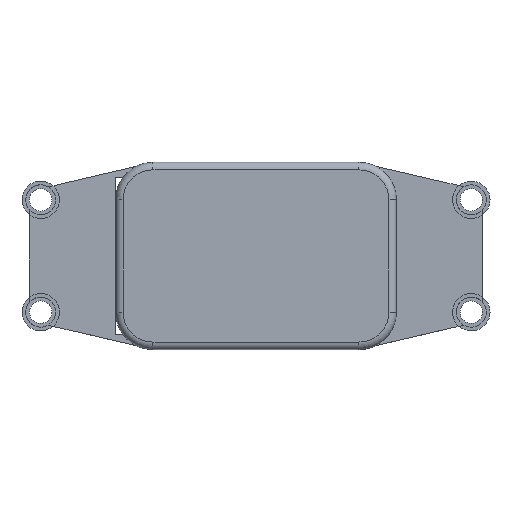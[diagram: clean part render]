
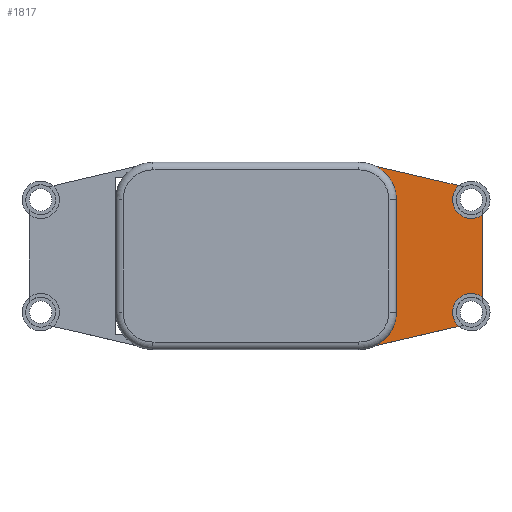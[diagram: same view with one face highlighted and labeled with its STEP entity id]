
A CAD part, top view. The second image highlights one B-rep face of the part: STEP entity #1817.
In plain terms, the highlighted planar face has unit normal (0, 0, 1).
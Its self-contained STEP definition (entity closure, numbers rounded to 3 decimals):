
#126 = CYLINDRICAL_SURFACE('',#127,5.);
#127 = AXIS2_PLACEMENT_3D('',#128,#129,#130);
#128 = CARTESIAN_POINT('',(13.75,7.5,0.));
#129 = DIRECTION('',(0.,0.,1.));
#130 = DIRECTION('',(0.,1.,0.));
#548 = VERTEX_POINT('',#549);
#549 = CARTESIAN_POINT('',(15.954,11.988,3.));
#563 = PLANE('',#564);
#564 = AXIS2_PLACEMENT_3D('',#565,#566,#567);
#565 = CARTESIAN_POINT('',(28.826,8.998,0.));
#566 = DIRECTION('',(-0.226,-0.974,-0.));
#567 = DIRECTION('',(-0.974,0.226,0.));
#575 = EDGE_CURVE('',#576,#548,#578,.T.);
#576 = VERTEX_POINT('',#577);
#577 = CARTESIAN_POINT('',(18.75,7.5,3.));
#578 = SURFACE_CURVE('',#579,(#584,#591),.PCURVE_S1.);
#579 = CIRCLE('',#580,5.);
#580 = AXIS2_PLACEMENT_3D('',#581,#582,#583);
#581 = CARTESIAN_POINT('',(13.75,7.5,3.));
#582 = DIRECTION('',(0.,-0.,1.));
#583 = DIRECTION('',(0.,1.,0.));
#584 = PCURVE('',#126,#585);
#585 = DEFINITIONAL_REPRESENTATION('',(#586),#590);
#586 = LINE('',#587,#588);
#587 = CARTESIAN_POINT('',(-6.283,3.));
#588 = VECTOR('',#589,1.);
#589 = DIRECTION('',(1.,-0.));
#590 = ( GEOMETRIC_REPRESENTATION_CONTEXT(2) 
PARAMETRIC_REPRESENTATION_CONTEXT() REPRESENTATION_CONTEXT('2D SPACE',''
  ) );
#591 = PCURVE('',#592,#597);
#592 = PLANE('',#593);
#593 = AXIS2_PLACEMENT_3D('',#594,#595,#596);
#594 = CARTESIAN_POINT('',(0.,0.,3.));
#595 = DIRECTION('',(0.,0.,1.));
#596 = DIRECTION('',(1.,0.,0.));
#597 = DEFINITIONAL_REPRESENTATION('',(#598),#602);
#598 = CIRCLE('',#599,5.);
#599 = AXIS2_PLACEMENT_2D('',#600,#601);
#600 = CARTESIAN_POINT('',(13.75,7.5));
#601 = DIRECTION('',(0.,1.));
#602 = ( GEOMETRIC_REPRESENTATION_CONTEXT(2) 
PARAMETRIC_REPRESENTATION_CONTEXT() REPRESENTATION_CONTEXT('2D SPACE',''
  ) );
#620 = PLANE('',#621);
#621 = AXIS2_PLACEMENT_3D('',#622,#623,#624);
#622 = CARTESIAN_POINT('',(18.75,-12.5,0.));
#623 = DIRECTION('',(-1.,0.,0.));
#624 = DIRECTION('',(0.,1.,0.));
#901 = PLANE('',#902);
#902 = AXIS2_PLACEMENT_3D('',#903,#904,#905);
#903 = CARTESIAN_POINT('',(13.75,-12.5,0.));
#904 = DIRECTION('',(-0.227,0.974,0.));
#905 = DIRECTION('',(0.974,0.227,0.));
#958 = PLANE('',#959);
#959 = AXIS2_PLACEMENT_3D('',#960,#961,#962);
#960 = CARTESIAN_POINT('',(30.246,-7.395,0.));
#961 = DIRECTION('',(-1.,0.,0.));
#962 = DIRECTION('',(0.,1.,0.));
#1043 = CYLINDRICAL_SURFACE('',#1044,5.);
#1044 = AXIS2_PLACEMENT_3D('',#1045,#1046,#1047);
#1045 = CARTESIAN_POINT('',(13.75,-7.5,0.));
#1046 = DIRECTION('',(0.,0.,1.));
#1047 = DIRECTION('',(1.,0.,0.));
#1750 = EDGE_CURVE('',#1751,#576,#1753,.T.);
#1751 = VERTEX_POINT('',#1752);
#1752 = CARTESIAN_POINT('',(18.75,-7.5,3.));
#1753 = SURFACE_CURVE('',#1754,(#1758,#1765),.PCURVE_S1.);
#1754 = LINE('',#1755,#1756);
#1755 = CARTESIAN_POINT('',(18.75,-6.25,3.));
#1756 = VECTOR('',#1757,1.);
#1757 = DIRECTION('',(0.,1.,0.));
#1758 = PCURVE('',#620,#1759);
#1759 = DEFINITIONAL_REPRESENTATION('',(#1760),#1764);
#1760 = LINE('',#1761,#1762);
#1761 = CARTESIAN_POINT('',(6.25,-3.));
#1762 = VECTOR('',#1763,1.);
#1763 = DIRECTION('',(1.,0.));
#1764 = ( GEOMETRIC_REPRESENTATION_CONTEXT(2) 
PARAMETRIC_REPRESENTATION_CONTEXT() REPRESENTATION_CONTEXT('2D SPACE',''
  ) );
#1765 = PCURVE('',#592,#1766);
#1766 = DEFINITIONAL_REPRESENTATION('',(#1767),#1771);
#1767 = LINE('',#1768,#1769);
#1768 = CARTESIAN_POINT('',(18.75,-6.25));
#1769 = VECTOR('',#1770,1.);
#1770 = DIRECTION('',(0.,1.));
#1771 = ( GEOMETRIC_REPRESENTATION_CONTEXT(2) 
PARAMETRIC_REPRESENTATION_CONTEXT() REPRESENTATION_CONTEXT('2D SPACE',''
  ) );
#1817 = ADVANCED_FACE('',(#1818),#592,.T.);
#1818 = FACE_BOUND('',#1819,.T.);
#1819 = EDGE_LOOP('',(#1820,#1844,#1867,#1896,#1919,#1948,#1969,#1970));
#1820 = ORIENTED_EDGE('',*,*,#1821,.F.);
#1821 = EDGE_CURVE('',#1822,#1751,#1824,.T.);
#1822 = VERTEX_POINT('',#1823);
#1823 = CARTESIAN_POINT('',(15.959,-11.986,3.));
#1824 = SURFACE_CURVE('',#1825,(#1830,#1837),.PCURVE_S1.);
#1825 = CIRCLE('',#1826,5.);
#1826 = AXIS2_PLACEMENT_3D('',#1827,#1828,#1829);
#1827 = CARTESIAN_POINT('',(13.75,-7.5,3.));
#1828 = DIRECTION('',(0.,0.,1.));
#1829 = DIRECTION('',(1.,0.,0.));
#1830 = PCURVE('',#592,#1831);
#1831 = DEFINITIONAL_REPRESENTATION('',(#1832),#1836);
#1832 = CIRCLE('',#1833,5.);
#1833 = AXIS2_PLACEMENT_2D('',#1834,#1835);
#1834 = CARTESIAN_POINT('',(13.75,-7.5));
#1835 = DIRECTION('',(1.,0.));
#1836 = ( GEOMETRIC_REPRESENTATION_CONTEXT(2) 
PARAMETRIC_REPRESENTATION_CONTEXT() REPRESENTATION_CONTEXT('2D SPACE',''
  ) );
#1837 = PCURVE('',#1043,#1838);
#1838 = DEFINITIONAL_REPRESENTATION('',(#1839),#1843);
#1839 = LINE('',#1840,#1841);
#1840 = CARTESIAN_POINT('',(-6.283,3.));
#1841 = VECTOR('',#1842,1.);
#1842 = DIRECTION('',(1.,-0.));
#1843 = ( GEOMETRIC_REPRESENTATION_CONTEXT(2) 
PARAMETRIC_REPRESENTATION_CONTEXT() REPRESENTATION_CONTEXT('2D SPACE',''
  ) );
#1844 = ORIENTED_EDGE('',*,*,#1845,.T.);
#1845 = EDGE_CURVE('',#1822,#1846,#1848,.T.);
#1846 = VERTEX_POINT('',#1847);
#1847 = CARTESIAN_POINT('',(27.112,-9.389,3.));
#1848 = SURFACE_CURVE('',#1849,(#1853,#1860),.PCURVE_S1.);
#1849 = LINE('',#1850,#1851);
#1850 = CARTESIAN_POINT('',(13.75,-12.5,3.));
#1851 = VECTOR('',#1852,1.);
#1852 = DIRECTION('',(0.974,0.227,0.));
#1853 = PCURVE('',#592,#1854);
#1854 = DEFINITIONAL_REPRESENTATION('',(#1855),#1859);
#1855 = LINE('',#1856,#1857);
#1856 = CARTESIAN_POINT('',(13.75,-12.5));
#1857 = VECTOR('',#1858,1.);
#1858 = DIRECTION('',(0.974,0.227));
#1859 = ( GEOMETRIC_REPRESENTATION_CONTEXT(2) 
PARAMETRIC_REPRESENTATION_CONTEXT() REPRESENTATION_CONTEXT('2D SPACE',''
  ) );
#1860 = PCURVE('',#901,#1861);
#1861 = DEFINITIONAL_REPRESENTATION('',(#1862),#1866);
#1862 = LINE('',#1863,#1864);
#1863 = CARTESIAN_POINT('',(0.,-3.));
#1864 = VECTOR('',#1865,1.);
#1865 = DIRECTION('',(1.,0.));
#1866 = ( GEOMETRIC_REPRESENTATION_CONTEXT(2) 
PARAMETRIC_REPRESENTATION_CONTEXT() REPRESENTATION_CONTEXT('2D SPACE',''
  ) );
#1867 = ORIENTED_EDGE('',*,*,#1868,.F.);
#1868 = EDGE_CURVE('',#1869,#1846,#1871,.T.);
#1869 = VERTEX_POINT('',#1870);
#1870 = CARTESIAN_POINT('',(30.246,-5.497,3.));
#1871 = SURFACE_CURVE('',#1872,(#1877,#1884),.PCURVE_S1.);
#1872 = CIRCLE('',#1873,2.5);
#1873 = AXIS2_PLACEMENT_3D('',#1874,#1875,#1876);
#1874 = CARTESIAN_POINT('',(28.75,-7.5,3.));
#1875 = DIRECTION('',(0.,0.,1.));
#1876 = DIRECTION('',(1.,0.,0.));
#1877 = PCURVE('',#592,#1878);
#1878 = DEFINITIONAL_REPRESENTATION('',(#1879),#1883);
#1879 = CIRCLE('',#1880,2.5);
#1880 = AXIS2_PLACEMENT_2D('',#1881,#1882);
#1881 = CARTESIAN_POINT('',(28.75,-7.5));
#1882 = DIRECTION('',(1.,0.));
#1883 = ( GEOMETRIC_REPRESENTATION_CONTEXT(2) 
PARAMETRIC_REPRESENTATION_CONTEXT() REPRESENTATION_CONTEXT('2D SPACE',''
  ) );
#1884 = PCURVE('',#1885,#1890);
#1885 = PLANE('',#1886);
#1886 = AXIS2_PLACEMENT_3D('',#1887,#1888,#1889);
#1887 = CARTESIAN_POINT('',(0.,0.,3.));
#1888 = DIRECTION('',(0.,0.,1.));
#1889 = DIRECTION('',(1.,0.,0.));
#1890 = DEFINITIONAL_REPRESENTATION('',(#1891),#1895);
#1891 = CIRCLE('',#1892,2.5);
#1892 = AXIS2_PLACEMENT_2D('',#1893,#1894);
#1893 = CARTESIAN_POINT('',(28.75,-7.5));
#1894 = DIRECTION('',(1.,0.));
#1895 = ( GEOMETRIC_REPRESENTATION_CONTEXT(2) 
PARAMETRIC_REPRESENTATION_CONTEXT() REPRESENTATION_CONTEXT('2D SPACE',''
  ) );
#1896 = ORIENTED_EDGE('',*,*,#1897,.T.);
#1897 = EDGE_CURVE('',#1869,#1898,#1900,.T.);
#1898 = VERTEX_POINT('',#1899);
#1899 = CARTESIAN_POINT('',(30.246,5.497,3.));
#1900 = SURFACE_CURVE('',#1901,(#1905,#1912),.PCURVE_S1.);
#1901 = LINE('',#1902,#1903);
#1902 = CARTESIAN_POINT('',(30.246,-7.395,3.));
#1903 = VECTOR('',#1904,1.);
#1904 = DIRECTION('',(0.,1.,0.));
#1905 = PCURVE('',#592,#1906);
#1906 = DEFINITIONAL_REPRESENTATION('',(#1907),#1911);
#1907 = LINE('',#1908,#1909);
#1908 = CARTESIAN_POINT('',(30.246,-7.395));
#1909 = VECTOR('',#1910,1.);
#1910 = DIRECTION('',(0.,1.));
#1911 = ( GEOMETRIC_REPRESENTATION_CONTEXT(2) 
PARAMETRIC_REPRESENTATION_CONTEXT() REPRESENTATION_CONTEXT('2D SPACE',''
  ) );
#1912 = PCURVE('',#958,#1913);
#1913 = DEFINITIONAL_REPRESENTATION('',(#1914),#1918);
#1914 = LINE('',#1915,#1916);
#1915 = CARTESIAN_POINT('',(0.,-3.));
#1916 = VECTOR('',#1917,1.);
#1917 = DIRECTION('',(1.,0.));
#1918 = ( GEOMETRIC_REPRESENTATION_CONTEXT(2) 
PARAMETRIC_REPRESENTATION_CONTEXT() REPRESENTATION_CONTEXT('2D SPACE',''
  ) );
#1919 = ORIENTED_EDGE('',*,*,#1920,.F.);
#1920 = EDGE_CURVE('',#1921,#1898,#1923,.T.);
#1921 = VERTEX_POINT('',#1922);
#1922 = CARTESIAN_POINT('',(27.119,9.395,3.));
#1923 = SURFACE_CURVE('',#1924,(#1929,#1936),.PCURVE_S1.);
#1924 = CIRCLE('',#1925,2.5);
#1925 = AXIS2_PLACEMENT_3D('',#1926,#1927,#1928);
#1926 = CARTESIAN_POINT('',(28.75,7.5,3.));
#1927 = DIRECTION('',(0.,0.,1.));
#1928 = DIRECTION('',(1.,0.,0.));
#1929 = PCURVE('',#592,#1930);
#1930 = DEFINITIONAL_REPRESENTATION('',(#1931),#1935);
#1931 = CIRCLE('',#1932,2.5);
#1932 = AXIS2_PLACEMENT_2D('',#1933,#1934);
#1933 = CARTESIAN_POINT('',(28.75,7.5));
#1934 = DIRECTION('',(1.,0.));
#1935 = ( GEOMETRIC_REPRESENTATION_CONTEXT(2) 
PARAMETRIC_REPRESENTATION_CONTEXT() REPRESENTATION_CONTEXT('2D SPACE',''
  ) );
#1936 = PCURVE('',#1937,#1942);
#1937 = PLANE('',#1938);
#1938 = AXIS2_PLACEMENT_3D('',#1939,#1940,#1941);
#1939 = CARTESIAN_POINT('',(0.,0.,3.));
#1940 = DIRECTION('',(0.,0.,1.));
#1941 = DIRECTION('',(1.,0.,0.));
#1942 = DEFINITIONAL_REPRESENTATION('',(#1943),#1947);
#1943 = CIRCLE('',#1944,2.5);
#1944 = AXIS2_PLACEMENT_2D('',#1945,#1946);
#1945 = CARTESIAN_POINT('',(28.75,7.5));
#1946 = DIRECTION('',(1.,0.));
#1947 = ( GEOMETRIC_REPRESENTATION_CONTEXT(2) 
PARAMETRIC_REPRESENTATION_CONTEXT() REPRESENTATION_CONTEXT('2D SPACE',''
  ) );
#1948 = ORIENTED_EDGE('',*,*,#1949,.T.);
#1949 = EDGE_CURVE('',#1921,#548,#1950,.T.);
#1950 = SURFACE_CURVE('',#1951,(#1955,#1962),.PCURVE_S1.);
#1951 = LINE('',#1952,#1953);
#1952 = CARTESIAN_POINT('',(28.826,8.998,3.));
#1953 = VECTOR('',#1954,1.);
#1954 = DIRECTION('',(-0.974,0.226,-0.));
#1955 = PCURVE('',#592,#1956);
#1956 = DEFINITIONAL_REPRESENTATION('',(#1957),#1961);
#1957 = LINE('',#1958,#1959);
#1958 = CARTESIAN_POINT('',(28.826,8.998));
#1959 = VECTOR('',#1960,1.);
#1960 = DIRECTION('',(-0.974,0.226));
#1961 = ( GEOMETRIC_REPRESENTATION_CONTEXT(2) 
PARAMETRIC_REPRESENTATION_CONTEXT() REPRESENTATION_CONTEXT('2D SPACE',''
  ) );
#1962 = PCURVE('',#563,#1963);
#1963 = DEFINITIONAL_REPRESENTATION('',(#1964),#1968);
#1964 = LINE('',#1965,#1966);
#1965 = CARTESIAN_POINT('',(0.,-3.));
#1966 = VECTOR('',#1967,1.);
#1967 = DIRECTION('',(1.,0.));
#1968 = ( GEOMETRIC_REPRESENTATION_CONTEXT(2) 
PARAMETRIC_REPRESENTATION_CONTEXT() REPRESENTATION_CONTEXT('2D SPACE',''
  ) );
#1969 = ORIENTED_EDGE('',*,*,#575,.F.);
#1970 = ORIENTED_EDGE('',*,*,#1750,.F.);
